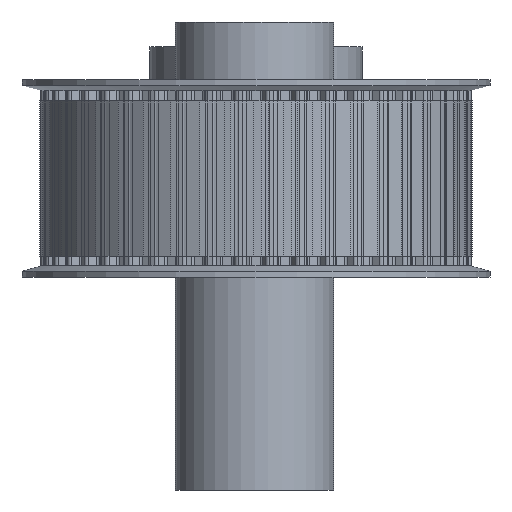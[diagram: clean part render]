
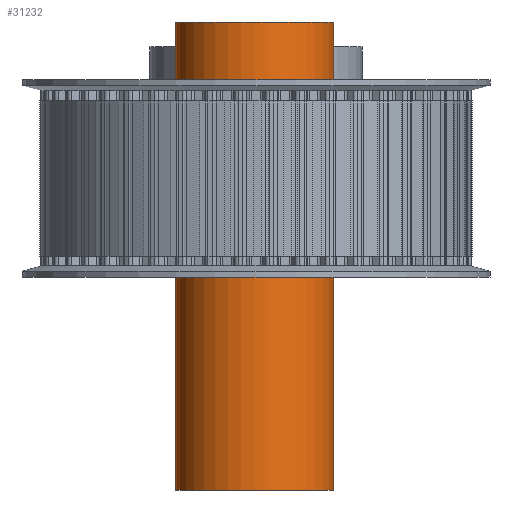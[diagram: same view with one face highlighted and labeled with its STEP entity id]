
A CAD part, left-side view. The second image highlights one B-rep face of the part: STEP entity #31232.
In plain terms, the highlighted cylindrical face has radius 12.7 mm (diameter 25.4 mm), a full revolution.
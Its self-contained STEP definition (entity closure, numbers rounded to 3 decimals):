
#1212=CIRCLE('',#34018,12.7);
#1213=CIRCLE('',#34019,12.7);
#1605=CYLINDRICAL_SURFACE('',#34017,12.7);
#3233=FACE_OUTER_BOUND('',#4851,.T.);
#4851=EDGE_LOOP('',(#28424,#28425,#28426,#28427));
#8261=LINE('',#52299,#11667);
#11667=VECTOR('',#42962,12.7);
#14666=VERTEX_POINT('',#52296);
#14667=VERTEX_POINT('',#52298);
#19253=EDGE_CURVE('',#14666,#14666,#1212,.T.);
#19254=EDGE_CURVE('',#14666,#14667,#8261,.T.);
#19255=EDGE_CURVE('',#14667,#14667,#1213,.T.);
#28424=ORIENTED_EDGE('',*,*,#19253,.F.);
#28425=ORIENTED_EDGE('',*,*,#19254,.T.);
#28426=ORIENTED_EDGE('',*,*,#19255,.T.);
#28427=ORIENTED_EDGE('',*,*,#19254,.F.);
#31232=ADVANCED_FACE('',(#3233),#1605,.T.);
#34017=AXIS2_PLACEMENT_3D('',#52295,#42958,#42959);
#34018=AXIS2_PLACEMENT_3D('',#52297,#42960,#42961);
#34019=AXIS2_PLACEMENT_3D('',#52300,#42963,#42964);
#42958=DIRECTION('center_axis',(0.,0.,1.));
#42959=DIRECTION('ref_axis',(1.,0.,0.));
#42960=DIRECTION('center_axis',(0.,0.,1.));
#42961=DIRECTION('ref_axis',(1.,0.,0.));
#42962=DIRECTION('',(0.,0.,-1.));
#42963=DIRECTION('center_axis',(0.,0.,1.));
#42964=DIRECTION('ref_axis',(1.,0.,0.));
#52295=CARTESIAN_POINT('Origin',(-111.723,0.,-37.5));
#52296=CARTESIAN_POINT('',(-124.423,0.,37.5));
#52297=CARTESIAN_POINT('Origin',(-111.723,0.,37.5));
#52298=CARTESIAN_POINT('',(-124.423,0.,-37.5));
#52299=CARTESIAN_POINT('',(-124.423,0.,-37.5));
#52300=CARTESIAN_POINT('Origin',(-111.723,0.,-37.5));
